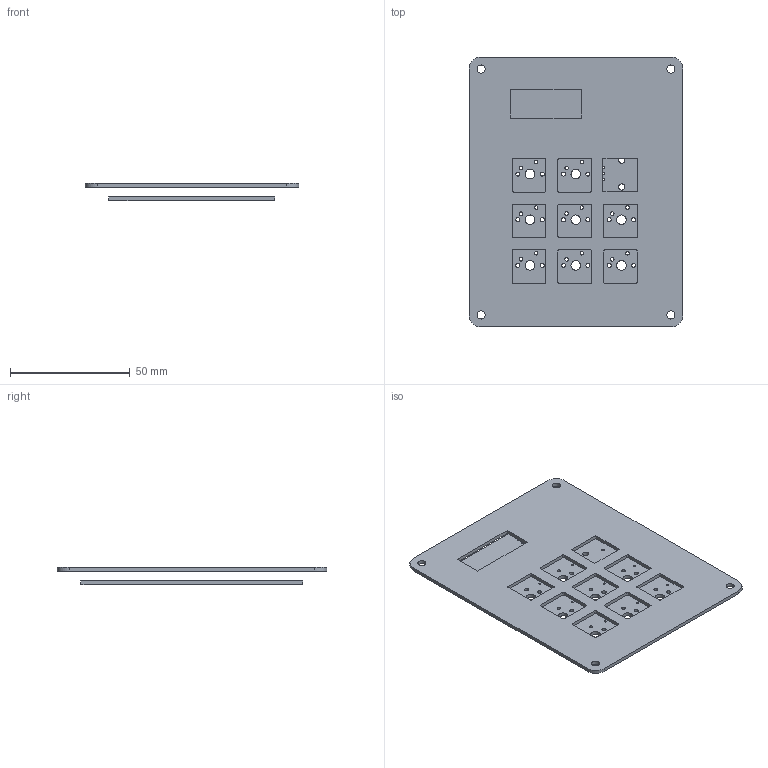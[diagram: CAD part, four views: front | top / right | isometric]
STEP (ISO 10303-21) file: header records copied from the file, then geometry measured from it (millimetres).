
FILE_DESCRIPTION(/* description */ (''),/* implementation_level */ '2;1');
FILE_NAME(/* name */ 'OnePad.step',/* time_stamp */ '2025-07-22T22:25:23+05:30',/* author */ (''),/* organization */ (''),/* preprocessor_version */ 'ST-DEVELOPER v20.1',/* originating_system */ 'Autodesk Translation Framework v14.10.0.0',/* authorisation */ '');
FILE_SCHEMA (('AUTOMOTIVE_DESIGN { 1 0 10303 214 3 1 1 }'));
Length unit declared in the file: millimetre
Products named in the file (4): 2025-06-28-19-11-21-331; 2025-07-19-14-57-38-881; 2025-07-19-14-57-38-883; 2025-07-01-18-37-48-284
Assembly tree (3 placements, depth 3):
  2025-06-28-19-11-21-331
    2025-07-19-14-57-38-881
      2025-07-19-14-57-38-883
    2025-07-01-18-37-48-284
Bounding box: 89.2 x 112.6 x 7.17 mm (x, y, z)
Volume: 21166.9 mm3; surface area: 30746.2 mm2
Topology: 2 solids, 2 shells, 175 faces, 513 edges, 342 vertices
Faces by surface type: cylinder 123, plane 52
Full cylindrical faces by diameter (mm): 0.8 x18, 0.889 x14, 1 x9, 1.5 x16, 1.7 x16, 2.6 x2, 3.4 x4, 4 x8
Entity records: 6433 total; most frequent: DIRECTION 1123, CARTESIAN_POINT 1037, ORIENTED_EDGE 1026, EDGE_CURVE 513, AXIS2_PLACEMENT_3D 428, EDGE_LOOP 369, VERTEX_POINT 342, LINE 267
